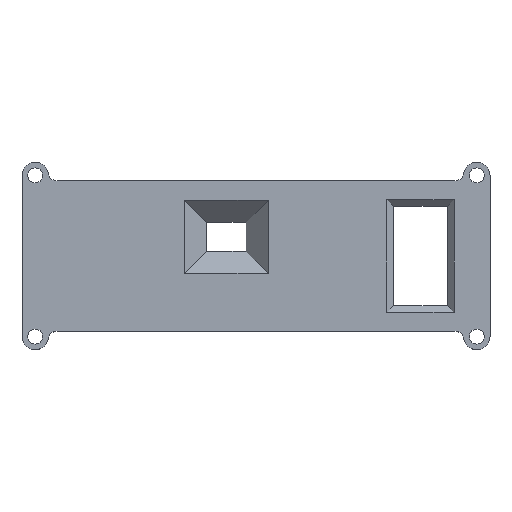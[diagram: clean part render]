
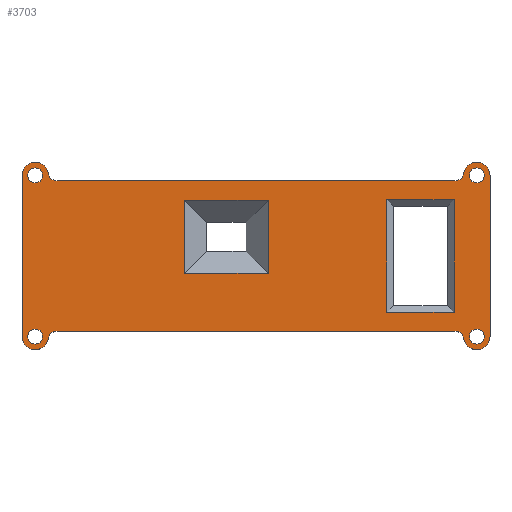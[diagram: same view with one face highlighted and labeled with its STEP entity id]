
A CAD part, top view. The second image highlights one B-rep face of the part: STEP entity #3703.
In plain terms, the highlighted planar face has unit normal (0, 0, 1).
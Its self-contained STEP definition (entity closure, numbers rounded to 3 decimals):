
#240=FACE_BOUND('',#721,.T.);
#241=FACE_BOUND('',#722,.T.);
#242=FACE_BOUND('',#723,.T.);
#243=FACE_BOUND('',#724,.T.);
#244=FACE_BOUND('',#725,.T.);
#245=FACE_BOUND('',#726,.T.);
#324=PLANE('',#3874);
#502=FACE_OUTER_BOUND('',#720,.T.);
#720=EDGE_LOOP('',(#3218,#3219,#3220,#3221,#3222,#3223,#3224,#3225,#3226,
#3227,#3228,#3229));
#721=EDGE_LOOP('',(#3230,#3231,#3232,#3233));
#722=EDGE_LOOP('',(#3234,#3235));
#723=EDGE_LOOP('',(#3236,#3237));
#724=EDGE_LOOP('',(#3238,#3239));
#725=EDGE_LOOP('',(#3240,#3241));
#726=EDGE_LOOP('',(#3242,#3243,#3244,#3245));
#1042=LINE('',#6702,#1384);
#1048=LINE('',#6715,#1390);
#1050=LINE('',#6718,#1392);
#1052=LINE('',#6721,#1394);
#1059=LINE('',#6738,#1401);
#1060=LINE('',#6744,#1402);
#1061=LINE('',#6750,#1403);
#1062=LINE('',#6756,#1404);
#1063=LINE('',#6760,#1405);
#1064=LINE('',#6762,#1406);
#1065=LINE('',#6764,#1407);
#1066=LINE('',#6765,#1408);
#1384=VECTOR('',#4405,10.);
#1390=VECTOR('',#4413,10.);
#1392=VECTOR('',#4417,10.);
#1394=VECTOR('',#4421,10.);
#1401=VECTOR('',#4436,10.);
#1402=VECTOR('',#4441,10.);
#1403=VECTOR('',#4446,10.);
#1404=VECTOR('',#4451,10.);
#1405=VECTOR('',#4454,10.);
#1406=VECTOR('',#4455,10.);
#1407=VECTOR('',#4456,10.);
#1408=VECTOR('',#4457,10.);
#1496=CIRCLE('',#3875,2.);
#1497=CIRCLE('',#3876,2.);
#1498=CIRCLE('',#3877,3.);
#1499=CIRCLE('',#3878,3.);
#1500=CIRCLE('',#3879,2.);
#1501=CIRCLE('',#3880,2.);
#1502=CIRCLE('',#3881,3.);
#1503=CIRCLE('',#3882,3.);
#1504=CIRCLE('',#3883,1.7);
#1505=CIRCLE('',#3884,1.7);
#1506=CIRCLE('',#3885,1.7);
#1507=CIRCLE('',#3886,1.7);
#1508=CIRCLE('',#3887,1.7);
#1509=CIRCLE('',#3888,1.7);
#1510=CIRCLE('',#3889,1.7);
#1511=CIRCLE('',#3890,1.7);
#1817=VERTEX_POINT('',#6700);
#1818=VERTEX_POINT('',#6701);
#1823=VERTEX_POINT('',#6712);
#1824=VERTEX_POINT('',#6714);
#1828=VERTEX_POINT('',#6734);
#1829=VERTEX_POINT('',#6735);
#1830=VERTEX_POINT('',#6737);
#1831=VERTEX_POINT('',#6739);
#1832=VERTEX_POINT('',#6741);
#1833=VERTEX_POINT('',#6743);
#1834=VERTEX_POINT('',#6745);
#1835=VERTEX_POINT('',#6747);
#1836=VERTEX_POINT('',#6749);
#1837=VERTEX_POINT('',#6751);
#1838=VERTEX_POINT('',#6753);
#1839=VERTEX_POINT('',#6755);
#1840=VERTEX_POINT('',#6758);
#1841=VERTEX_POINT('',#6759);
#1842=VERTEX_POINT('',#6761);
#1843=VERTEX_POINT('',#6763);
#1844=VERTEX_POINT('',#6766);
#1845=VERTEX_POINT('',#6767);
#1846=VERTEX_POINT('',#6770);
#1847=VERTEX_POINT('',#6771);
#1848=VERTEX_POINT('',#6774);
#1849=VERTEX_POINT('',#6775);
#1850=VERTEX_POINT('',#6778);
#1851=VERTEX_POINT('',#6779);
#2301=EDGE_CURVE('',#1817,#1818,#1042,.T.);
#2307=EDGE_CURVE('',#1823,#1824,#1048,.T.);
#2309=EDGE_CURVE('',#1818,#1823,#1050,.T.);
#2311=EDGE_CURVE('',#1824,#1817,#1052,.T.);
#2318=EDGE_CURVE('',#1828,#1829,#1496,.T.);
#2319=EDGE_CURVE('',#1829,#1830,#1059,.T.);
#2320=EDGE_CURVE('',#1830,#1831,#1497,.T.);
#2321=EDGE_CURVE('',#1831,#1832,#1498,.T.);
#2322=EDGE_CURVE('',#1832,#1833,#1060,.T.);
#2323=EDGE_CURVE('',#1833,#1834,#1499,.T.);
#2324=EDGE_CURVE('',#1834,#1835,#1500,.T.);
#2325=EDGE_CURVE('',#1835,#1836,#1061,.T.);
#2326=EDGE_CURVE('',#1836,#1837,#1501,.T.);
#2327=EDGE_CURVE('',#1837,#1838,#1502,.T.);
#2328=EDGE_CURVE('',#1838,#1839,#1062,.T.);
#2329=EDGE_CURVE('',#1839,#1828,#1503,.T.);
#2330=EDGE_CURVE('',#1840,#1841,#1063,.T.);
#2331=EDGE_CURVE('',#1842,#1840,#1064,.T.);
#2332=EDGE_CURVE('',#1843,#1842,#1065,.T.);
#2333=EDGE_CURVE('',#1841,#1843,#1066,.T.);
#2334=EDGE_CURVE('',#1844,#1845,#1504,.T.);
#2335=EDGE_CURVE('',#1845,#1844,#1505,.T.);
#2336=EDGE_CURVE('',#1846,#1847,#1506,.T.);
#2337=EDGE_CURVE('',#1847,#1846,#1507,.T.);
#2338=EDGE_CURVE('',#1848,#1849,#1508,.T.);
#2339=EDGE_CURVE('',#1849,#1848,#1509,.T.);
#2340=EDGE_CURVE('',#1850,#1851,#1510,.T.);
#2341=EDGE_CURVE('',#1851,#1850,#1511,.T.);
#3218=ORIENTED_EDGE('',*,*,#2318,.T.);
#3219=ORIENTED_EDGE('',*,*,#2319,.T.);
#3220=ORIENTED_EDGE('',*,*,#2320,.T.);
#3221=ORIENTED_EDGE('',*,*,#2321,.T.);
#3222=ORIENTED_EDGE('',*,*,#2322,.T.);
#3223=ORIENTED_EDGE('',*,*,#2323,.T.);
#3224=ORIENTED_EDGE('',*,*,#2324,.T.);
#3225=ORIENTED_EDGE('',*,*,#2325,.T.);
#3226=ORIENTED_EDGE('',*,*,#2326,.T.);
#3227=ORIENTED_EDGE('',*,*,#2327,.T.);
#3228=ORIENTED_EDGE('',*,*,#2328,.T.);
#3229=ORIENTED_EDGE('',*,*,#2329,.T.);
#3230=ORIENTED_EDGE('',*,*,#2330,.F.);
#3231=ORIENTED_EDGE('',*,*,#2331,.F.);
#3232=ORIENTED_EDGE('',*,*,#2332,.F.);
#3233=ORIENTED_EDGE('',*,*,#2333,.F.);
#3234=ORIENTED_EDGE('',*,*,#2334,.T.);
#3235=ORIENTED_EDGE('',*,*,#2335,.T.);
#3236=ORIENTED_EDGE('',*,*,#2336,.T.);
#3237=ORIENTED_EDGE('',*,*,#2337,.T.);
#3238=ORIENTED_EDGE('',*,*,#2338,.T.);
#3239=ORIENTED_EDGE('',*,*,#2339,.T.);
#3240=ORIENTED_EDGE('',*,*,#2340,.T.);
#3241=ORIENTED_EDGE('',*,*,#2341,.T.);
#3242=ORIENTED_EDGE('',*,*,#2307,.F.);
#3243=ORIENTED_EDGE('',*,*,#2309,.F.);
#3244=ORIENTED_EDGE('',*,*,#2301,.F.);
#3245=ORIENTED_EDGE('',*,*,#2311,.F.);
#3703=ADVANCED_FACE('',(#502,#240,#241,#242,#243,#244,#245),#324,.T.);
#3874=AXIS2_PLACEMENT_3D('',#6733,#4432,#4433);
#3875=AXIS2_PLACEMENT_3D('',#6736,#4434,#4435);
#3876=AXIS2_PLACEMENT_3D('',#6740,#4437,#4438);
#3877=AXIS2_PLACEMENT_3D('',#6742,#4439,#4440);
#3878=AXIS2_PLACEMENT_3D('',#6746,#4442,#4443);
#3879=AXIS2_PLACEMENT_3D('',#6748,#4444,#4445);
#3880=AXIS2_PLACEMENT_3D('',#6752,#4447,#4448);
#3881=AXIS2_PLACEMENT_3D('',#6754,#4449,#4450);
#3882=AXIS2_PLACEMENT_3D('',#6757,#4452,#4453);
#3883=AXIS2_PLACEMENT_3D('',#6768,#4458,#4459);
#3884=AXIS2_PLACEMENT_3D('',#6769,#4460,#4461);
#3885=AXIS2_PLACEMENT_3D('',#6772,#4462,#4463);
#3886=AXIS2_PLACEMENT_3D('',#6773,#4464,#4465);
#3887=AXIS2_PLACEMENT_3D('',#6776,#4466,#4467);
#3888=AXIS2_PLACEMENT_3D('',#6777,#4468,#4469);
#3889=AXIS2_PLACEMENT_3D('',#6780,#4470,#4471);
#3890=AXIS2_PLACEMENT_3D('',#6781,#4472,#4473);
#4405=DIRECTION('',(0.,-1.,0.));
#4413=DIRECTION('',(0.,1.,0.));
#4417=DIRECTION('',(1.,0.,0.));
#4421=DIRECTION('',(-1.,0.,0.));
#4432=DIRECTION('center_axis',(0.,0.,1.));
#4433=DIRECTION('ref_axis',(1.,0.,0.));
#4434=DIRECTION('center_axis',(0.,0.,-1.));
#4435=DIRECTION('ref_axis',(0.,1.,0.));
#4436=DIRECTION('',(-1.,0.,0.));
#4437=DIRECTION('center_axis',(0.,0.,-1.));
#4438=DIRECTION('ref_axis',(0.989,0.15,0.));
#4439=DIRECTION('center_axis',(0.,0.,1.));
#4440=DIRECTION('ref_axis',(0.989,0.15,0.));
#4441=DIRECTION('',(0.,-1.,0.));
#4442=DIRECTION('center_axis',(0.,0.,1.));
#4443=DIRECTION('ref_axis',(-1.,0.,0.));
#4444=DIRECTION('center_axis',(0.,0.,-1.));
#4445=DIRECTION('ref_axis',(0.,-1.,0.));
#4446=DIRECTION('',(1.,0.,0.));
#4447=DIRECTION('center_axis',(0.,0.,-1.));
#4448=DIRECTION('ref_axis',(-0.989,-0.15,0.));
#4449=DIRECTION('center_axis',(0.,0.,1.));
#4450=DIRECTION('ref_axis',(-0.989,-0.15,0.));
#4451=DIRECTION('',(0.,1.,0.));
#4452=DIRECTION('center_axis',(0.,0.,1.));
#4453=DIRECTION('ref_axis',(1.,0.,0.));
#4454=DIRECTION('',(1.,0.,0.));
#4455=DIRECTION('',(0.,-1.,0.));
#4456=DIRECTION('',(-1.,0.,0.));
#4457=DIRECTION('',(0.,1.,0.));
#4458=DIRECTION('center_axis',(0.,0.,-1.));
#4459=DIRECTION('ref_axis',(1.,0.,0.));
#4460=DIRECTION('center_axis',(0.,0.,-1.));
#4461=DIRECTION('ref_axis',(1.,0.,0.));
#4462=DIRECTION('center_axis',(0.,0.,-1.));
#4463=DIRECTION('ref_axis',(1.,0.,0.));
#4464=DIRECTION('center_axis',(0.,0.,-1.));
#4465=DIRECTION('ref_axis',(1.,0.,0.));
#4466=DIRECTION('center_axis',(0.,0.,-1.));
#4467=DIRECTION('ref_axis',(1.,0.,0.));
#4468=DIRECTION('center_axis',(0.,0.,-1.));
#4469=DIRECTION('ref_axis',(1.,0.,0.));
#4470=DIRECTION('center_axis',(0.,0.,-1.));
#4471=DIRECTION('ref_axis',(1.,0.,0.));
#4472=DIRECTION('center_axis',(0.,0.,-1.));
#4473=DIRECTION('ref_axis',(1.,0.,0.));
#6700=CARTESIAN_POINT('',(-16.207,12.667,8.));
#6701=CARTESIAN_POINT('',(-16.207,-3.937,8.));
#6702=CARTESIAN_POINT('',(-16.207,3.833,8.));
#6712=CARTESIAN_POINT('',(2.793,-3.937,8.));
#6714=CARTESIAN_POINT('',(2.793,12.667,8.));
#6715=CARTESIAN_POINT('',(2.793,0.531,8.));
#6718=CARTESIAN_POINT('',(-5.604,-3.937,8.));
#6721=CARTESIAN_POINT('',(-1.104,12.667,8.));
#6733=CARTESIAN_POINT('Origin',(0.,0.,8.));
#6734=CARTESIAN_POINT('',(47.034,18.7,8.));
#6735=CARTESIAN_POINT('',(45.057,17.,8.));
#6736=CARTESIAN_POINT('Origin',(45.057,19.,8.));
#6737=CARTESIAN_POINT('',(-45.057,17.,8.));
#6738=CARTESIAN_POINT('',(45.057,17.,8.));
#6739=CARTESIAN_POINT('',(-47.034,18.7,8.));
#6740=CARTESIAN_POINT('Origin',(-45.057,19.,8.));
#6741=CARTESIAN_POINT('',(-53.,18.25,8.));
#6742=CARTESIAN_POINT('Origin',(-50.,18.25,8.));
#6743=CARTESIAN_POINT('',(-53.,-18.25,8.));
#6744=CARTESIAN_POINT('',(-53.,18.25,8.));
#6745=CARTESIAN_POINT('',(-47.034,-18.7,8.));
#6746=CARTESIAN_POINT('Origin',(-50.,-18.25,8.));
#6747=CARTESIAN_POINT('',(-45.057,-17.,8.));
#6748=CARTESIAN_POINT('Origin',(-45.057,-19.,8.));
#6749=CARTESIAN_POINT('',(45.057,-17.,8.));
#6750=CARTESIAN_POINT('',(-45.057,-17.,8.));
#6751=CARTESIAN_POINT('',(47.034,-18.7,8.));
#6752=CARTESIAN_POINT('Origin',(45.057,-19.,8.));
#6753=CARTESIAN_POINT('',(53.,-18.25,8.));
#6754=CARTESIAN_POINT('Origin',(50.,-18.25,8.));
#6755=CARTESIAN_POINT('',(53.,18.25,8.));
#6756=CARTESIAN_POINT('',(53.,-18.25,8.));
#6757=CARTESIAN_POINT('Origin',(50.,18.25,8.));
#6758=CARTESIAN_POINT('',(29.64,-12.75,8.));
#6759=CARTESIAN_POINT('',(44.86,-12.75,8.));
#6760=CARTESIAN_POINT('',(21.68,-12.75,8.));
#6761=CARTESIAN_POINT('',(29.64,12.75,8.));
#6762=CARTESIAN_POINT('',(29.64,-5.625,8.));
#6763=CARTESIAN_POINT('',(44.86,12.75,8.));
#6764=CARTESIAN_POINT('',(15.57,12.75,8.));
#6765=CARTESIAN_POINT('',(44.86,5.625,8.));
#6766=CARTESIAN_POINT('',(51.7,-18.25,8.));
#6767=CARTESIAN_POINT('',(48.3,-18.25,8.));
#6768=CARTESIAN_POINT('Origin',(50.,-18.25,8.));
#6769=CARTESIAN_POINT('Origin',(50.,-18.25,8.));
#6770=CARTESIAN_POINT('',(-48.3,18.25,8.));
#6771=CARTESIAN_POINT('',(-51.7,18.25,8.));
#6772=CARTESIAN_POINT('Origin',(-50.,18.25,8.));
#6773=CARTESIAN_POINT('Origin',(-50.,18.25,8.));
#6774=CARTESIAN_POINT('',(-48.3,-18.25,8.));
#6775=CARTESIAN_POINT('',(-51.7,-18.25,8.));
#6776=CARTESIAN_POINT('Origin',(-50.,-18.25,8.));
#6777=CARTESIAN_POINT('Origin',(-50.,-18.25,8.));
#6778=CARTESIAN_POINT('',(51.7,18.25,8.));
#6779=CARTESIAN_POINT('',(48.3,18.25,8.));
#6780=CARTESIAN_POINT('Origin',(50.,18.25,8.));
#6781=CARTESIAN_POINT('Origin',(50.,18.25,8.));
